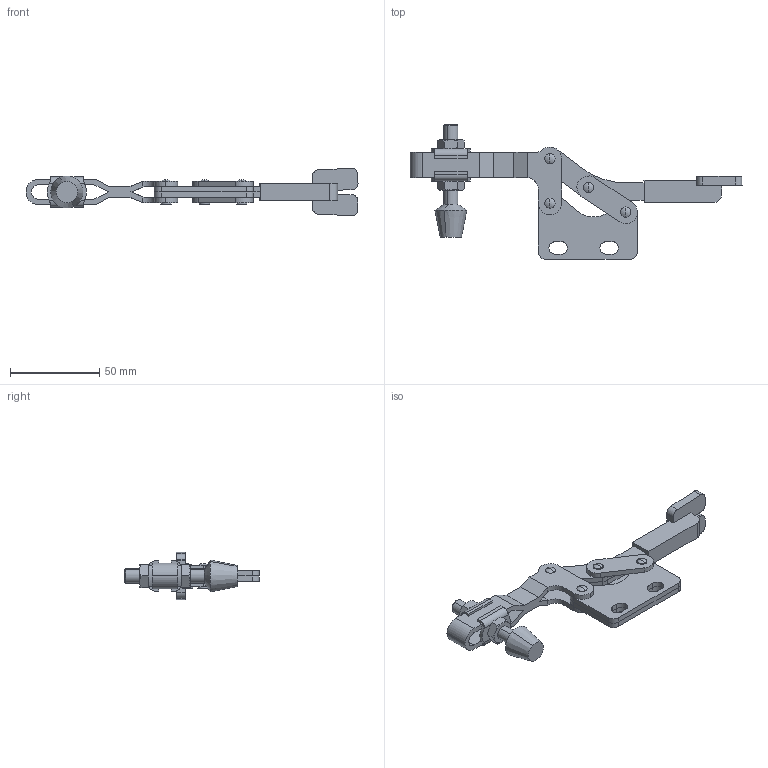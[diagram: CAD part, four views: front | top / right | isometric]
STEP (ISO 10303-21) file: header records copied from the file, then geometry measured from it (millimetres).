
FILE_DESCRIPTION (( 'STEP AP214' ), '1' );
FILE_NAME ('GH-22170(Â²¤Æ)-1.STEP', '2020-07-17T08:55:05', ( 'LinWei' ), ( '' ), 'SwSTEP 2.0', 'SolidWorks 2016', '' );
FILE_SCHEMA (( 'AUTOMOTIVE_DESIGN' ));
Length unit declared in the file: millimetre
Products named in the file (6): GH-22170(簡化)-1; Group2^GH-22170(簡化)-1; Group3^GH-22170(簡化)-1; Group5^GH-22170(簡化)-1; 12216501-1^GH-22170(簡化)-1; Group1^GH-22170(簡化)
Assembly tree (5 placements, depth 2):
  GH-22170(簡化)-1
    Group2^GH-22170(簡化)-1
    Group3^GH-22170(簡化)-1
    Group5^GH-22170(簡化)-1
    12216501-1^GH-22170(簡化)-1
    Group1^GH-22170(簡化)
Bounding box: 186.2 x 75.45 x 26.54 mm (x, y, z)
Volume: 41689.4 mm3; surface area: 26733.6 mm2
Topology: 6 solids, 6 shells, 290 faces, 720 edges, 460 vertices
Faces by surface type: plane 146, cylinder 106, cone 30, sphere 8
Entity records: 10130 total; most frequent: CARTESIAN_POINT 1786, DIRECTION 1511, ORIENTED_EDGE 1440, EDGE_CURVE 720, AXIS2_PLACEMENT_3D 553, VERTEX_POINT 460, VECTOR 405, LINE 405
